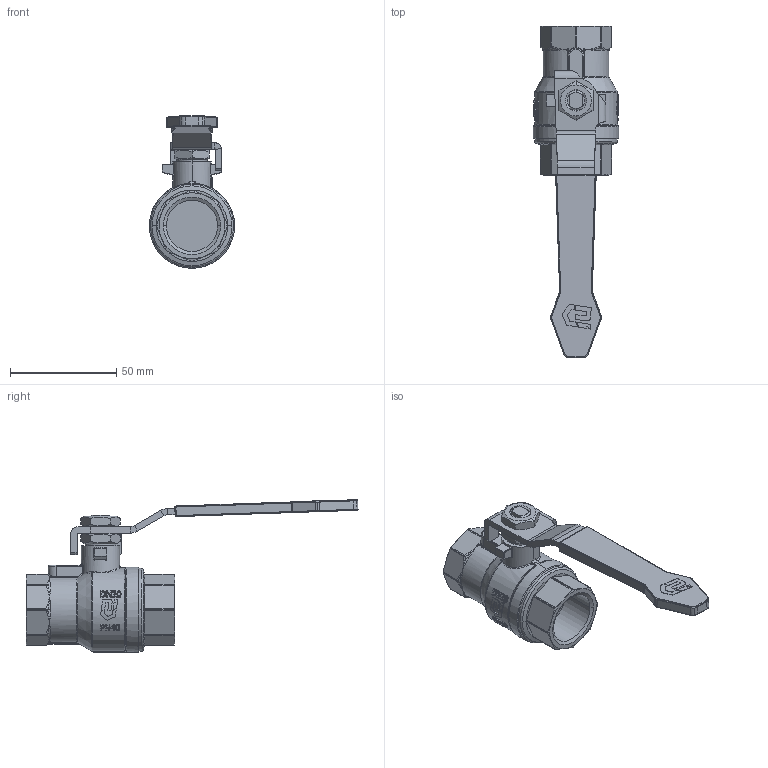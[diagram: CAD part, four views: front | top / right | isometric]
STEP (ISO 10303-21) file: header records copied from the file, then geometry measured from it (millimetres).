
FILE_DESCRIPTION(('HOOPS Exchange Step'),'2;1');
FILE_NAME('GK07_DN20.stp','2025-11-07T13:29:42+01:00',('nieru'),('Unknown organisation'),'HOOPS Exchange 2024.2','HOOPS Exchange','Unknown authorisation');
FILE_SCHEMA( ('AP203_CONFIGURATION_CONTROLLED_3D_DESIGN_OF_MECHANICAL_PARTS_AND_ASSEMBLIES_MIM_LF') );
Length unit declared in the file: millimetre
Products named in the file (2): 0; root
Assembly tree (1 placements, depth 2):
  root
    0
Bounding box: 40 x 156.02 x 71.72 mm (x, y, z)
Volume: 67748.3 mm3; surface area: 20375.2 mm2
Topology: 1 solids, 1 shells, 963 faces, 2487 edges, 1521 vertices
Faces by surface type: bspline 349, plane 246, cylinder 242, cone 54, torus 47, sphere 25
Entity records: 57697 total; most frequent: CARTESIAN_POINT 37622, ORIENTED_EDGE 4866, DIRECTION 2937, EDGE_CURVE 2433, VERTEX_POINT 1521, B_SPLINE_CURVE_WITH_KNOTS 1168, AXIS2_PLACEMENT_3D 1123, EDGE_LOOP 1012
